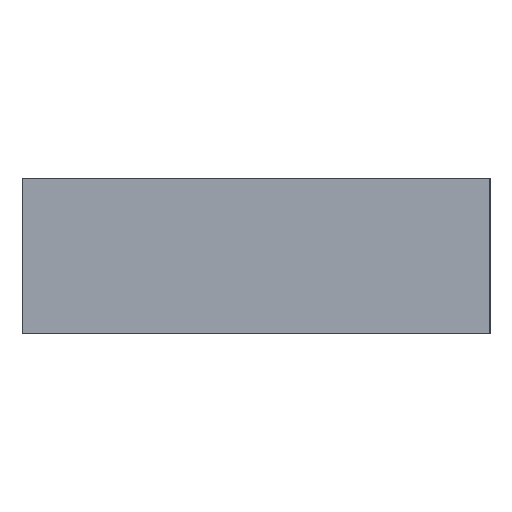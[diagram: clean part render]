
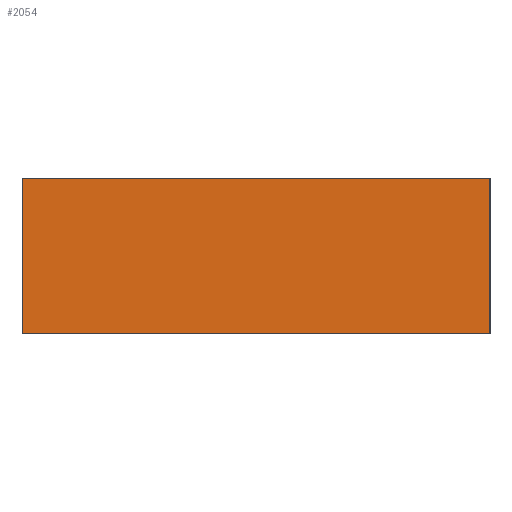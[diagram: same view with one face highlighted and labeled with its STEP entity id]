
A CAD part, left-side view. The second image highlights one B-rep face of the part: STEP entity #2054.
In plain terms, the highlighted planar face has unit normal (-1, 0, 0).
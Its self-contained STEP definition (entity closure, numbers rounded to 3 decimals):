
#130 = VECTOR ( 'NONE', #1963, 1000. ) ;
#193 = CARTESIAN_POINT ( 'NONE',  ( 0., 0., 2. ) ) ;
#290 = ORIENTED_EDGE ( 'NONE', *, *, #2230, .F. ) ;
#377 = DIRECTION ( 'NONE',  ( 0., 0., -1. ) ) ;
#430 = ORIENTED_EDGE ( 'NONE', *, *, #464, .T. ) ;
#435 = CARTESIAN_POINT ( 'NONE',  ( 0., 6., 2. ) ) ;
#464 = EDGE_CURVE ( 'NONE', #2307, #1588, #2053, .T. ) ;
#475 = AXIS2_PLACEMENT_3D ( 'NONE', #1919, #1968, #1939 ) ;
#604 = FACE_OUTER_BOUND ( 'NONE', #1695, .T. ) ;
#694 = VERTEX_POINT ( 'NONE', #697 ) ;
#697 = CARTESIAN_POINT ( 'NONE',  ( 0., 0., 2. ) ) ;
#848 = CARTESIAN_POINT ( 'NONE',  ( 0., 6., 0. ) ) ;
#909 = EDGE_CURVE ( 'NONE', #1588, #1648, #2224, .T. ) ;
#937 = ORIENTED_EDGE ( 'NONE', *, *, #909, .T. ) ;
#997 = VECTOR ( 'NONE', #1014, 1000. ) ;
#1014 = DIRECTION ( 'NONE',  ( 0., 0., -1. ) ) ;
#1093 = CARTESIAN_POINT ( 'NONE',  ( 0., 0., 0. ) ) ;
#1166 = LINE ( 'NONE', #1826, #130 ) ;
#1233 = EDGE_CURVE ( 'NONE', #2307, #694, #1166, .T. ) ;
#1240 = ORIENTED_EDGE ( 'NONE', *, *, #1233, .F. ) ;
#1577 = DIRECTION ( 'NONE',  ( 0., -1., 0. ) ) ;
#1588 = VERTEX_POINT ( 'NONE', #848 ) ;
#1593 = CARTESIAN_POINT ( 'NONE',  ( 0., 0., 0. ) ) ;
#1648 = VERTEX_POINT ( 'NONE', #1093 ) ;
#1695 = EDGE_LOOP ( 'NONE', ( #937, #290, #1240, #430 ) ) ;
#1709 = VECTOR ( 'NONE', #1577, 1000. ) ;
#1760 = VECTOR ( 'NONE', #377, 1000. ) ;
#1815 = CARTESIAN_POINT ( 'NONE',  ( 0., 6., 2. ) ) ;
#1826 = CARTESIAN_POINT ( 'NONE',  ( 0., 0., 2. ) ) ;
#1827 = LINE ( 'NONE', #193, #1760 ) ;
#1919 = CARTESIAN_POINT ( 'NONE',  ( 0., 0., 2. ) ) ;
#1939 = DIRECTION ( 'NONE',  ( 0., 0., -1. ) ) ;
#1963 = DIRECTION ( 'NONE',  ( 0., -1., 0. ) ) ;
#1968 = DIRECTION ( 'NONE',  ( 1., 0., 0. ) ) ;
#2053 = LINE ( 'NONE', #435, #997 ) ;
#2054 = ADVANCED_FACE ( 'NONE', ( #604 ), #2096, .F. ) ;
#2096 = PLANE ( 'NONE',  #475 ) ;
#2224 = LINE ( 'NONE', #1593, #1709 ) ;
#2230 = EDGE_CURVE ( 'NONE', #694, #1648, #1827, .T. ) ;
#2307 = VERTEX_POINT ( 'NONE', #1815 ) ;
